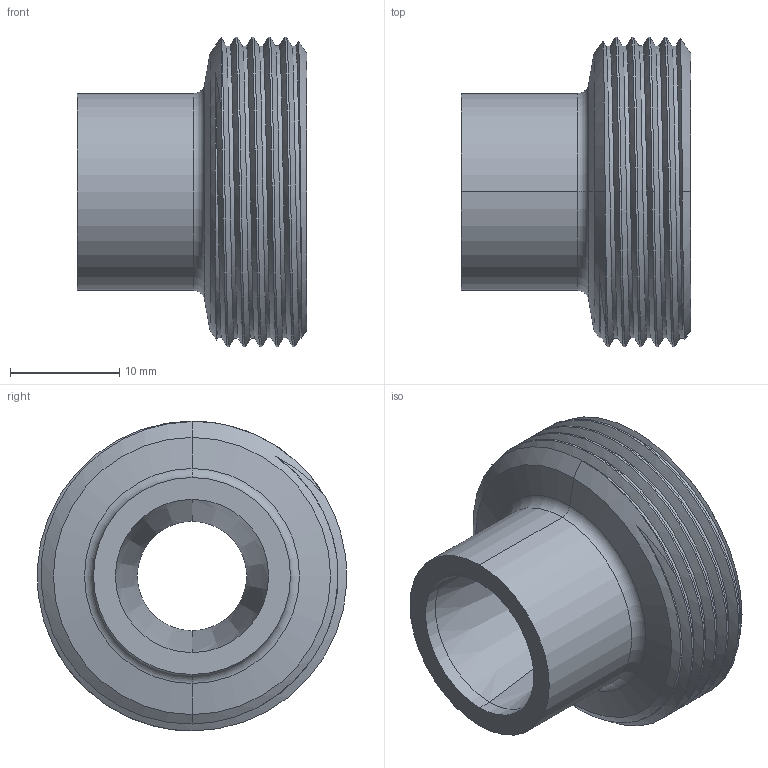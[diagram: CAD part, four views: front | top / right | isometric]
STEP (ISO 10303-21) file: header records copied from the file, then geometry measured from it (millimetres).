
FILE_DESCRIPTION (( 'STEP AP203' ), '1' );
FILE_NAME ('3D-M2101P_17.2x1.5_174094010.STEP', '2024-09-04T13:57:58', ( '' ), ( '' ), 'SwSTEP 2.0', 'SolidWorks 2024', '' );
FILE_SCHEMA (( 'CONFIG_CONTROL_DESIGN' ));
Length unit declared in the file: millimetre
Products named in the file (1): 3D-M2101P_17.2x1.5_174094010
Bounding box: 21 x 28.29 x 28.32 mm (x, y, z)
Volume: 4789.6 mm3; surface area: 3699.3 mm2
Topology: 1 solids, 1 shells, 39 faces, 93 edges, 58 vertices
Faces by surface type: cylinder 20, cone 10, plane 4, bspline 3, torus 2
Entity records: 2594 total; most frequent: CARTESIAN_POINT 1679, ORIENTED_EDGE 186, DIRECTION 167, EDGE_CURVE 93, AXIS2_PLACEMENT_3D 69, VERTEX_POINT 58, EDGE_LOOP 43, FACE_OUTER_BOUND 39
